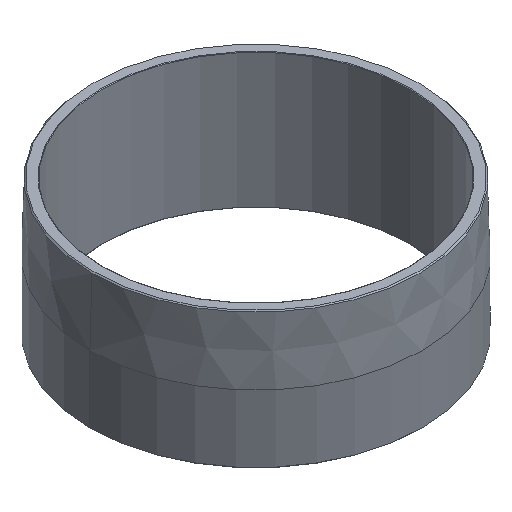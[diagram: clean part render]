
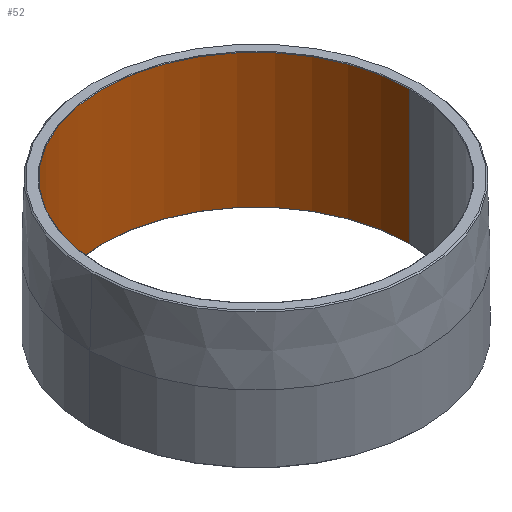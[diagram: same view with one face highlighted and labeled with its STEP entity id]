
A CAD part, isometric view. The second image highlights one B-rep face of the part: STEP entity #52.
In plain terms, the highlighted cylindrical face has radius 101.295 mm (diameter 202.59 mm), a partial arc.
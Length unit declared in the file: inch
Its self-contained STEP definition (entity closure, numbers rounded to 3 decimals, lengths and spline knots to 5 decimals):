
#2 = DIRECTION ( 'NONE',  ( 1., 0., 0. ) ) ;
#3 = VERTEX_POINT ( 'NONE', #353 ) ;
#9 = CARTESIAN_POINT ( 'NONE',  ( -3.988, 0., 0.0125 ) ) ;
#52 = ADVANCED_FACE ( 'NONE', ( #474 ), #125, .F. ) ;
#53 = DIRECTION ( 'NONE',  ( 0., 0., 1. ) ) ;
#54 = CARTESIAN_POINT ( 'NONE',  ( 3.988, 0., 3.4875 ) ) ;
#55 = DIRECTION ( 'NONE',  ( 1., 0., 0. ) ) ;
#87 = DIRECTION ( 'NONE',  ( 0., 0., -1. ) ) ;
#89 = VECTOR ( 'NONE', #101, 39.37008 ) ;
#100 = VERTEX_POINT ( 'NONE', #9 ) ;
#101 = DIRECTION ( 'NONE',  ( 0., 0., -1. ) ) ;
#102 = AXIS2_PLACEMENT_3D ( 'NONE', #281, #87, #385 ) ;
#109 = ORIENTED_EDGE ( 'NONE', *, *, #239, .F. ) ;
#123 = LINE ( 'NONE', #278, #230 ) ;
#125 = CYLINDRICAL_SURFACE ( 'NONE', #102, 3.988 ) ;
#132 = EDGE_CURVE ( 'NONE', #3, #100, #123, .T. ) ;
#161 = CIRCLE ( 'NONE', #444, 3.988 ) ;
#168 = EDGE_CURVE ( 'NONE', #215, #3, #303, .T. ) ;
#173 = CARTESIAN_POINT ( 'NONE',  ( 3.988, 0., 3.5 ) ) ;
#181 = CARTESIAN_POINT ( 'NONE',  ( 3.988, 0., 0.0125 ) ) ;
#188 = AXIS2_PLACEMENT_3D ( 'NONE', #476, #53, #55 ) ;
#208 = LINE ( 'NONE', #173, #89 ) ;
#215 = VERTEX_POINT ( 'NONE', #54 ) ;
#230 = VECTOR ( 'NONE', #431, 39.37008 ) ;
#239 = EDGE_CURVE ( 'NONE', #215, #387, #208, .T. ) ;
#263 = ORIENTED_EDGE ( 'NONE', *, *, #168, .T. ) ;
#278 = CARTESIAN_POINT ( 'NONE',  ( -3.988, 0., 3.5 ) ) ;
#281 = CARTESIAN_POINT ( 'NONE',  ( 0., 0., 3.5 ) ) ;
#301 = CARTESIAN_POINT ( 'NONE',  ( 0., 0., 0.0125 ) ) ;
#303 = CIRCLE ( 'NONE', #188, 3.988 ) ;
#327 = EDGE_CURVE ( 'NONE', #100, #387, #161, .T. ) ;
#343 = DIRECTION ( 'NONE',  ( 0., 0., -1. ) ) ;
#353 = CARTESIAN_POINT ( 'NONE',  ( -3.988, 0., 3.4875 ) ) ;
#385 = DIRECTION ( 'NONE',  ( -1., 0., 0. ) ) ;
#387 = VERTEX_POINT ( 'NONE', #181 ) ;
#411 = EDGE_LOOP ( 'NONE', ( #109, #263, #424, #473 ) ) ;
#424 = ORIENTED_EDGE ( 'NONE', *, *, #132, .T. ) ;
#431 = DIRECTION ( 'NONE',  ( 0., 0., -1. ) ) ;
#444 = AXIS2_PLACEMENT_3D ( 'NONE', #301, #343, #2 ) ;
#473 = ORIENTED_EDGE ( 'NONE', *, *, #327, .T. ) ;
#474 = FACE_OUTER_BOUND ( 'NONE', #411, .T. ) ;
#476 = CARTESIAN_POINT ( 'NONE',  ( 0., 0., 3.4875 ) ) ;
